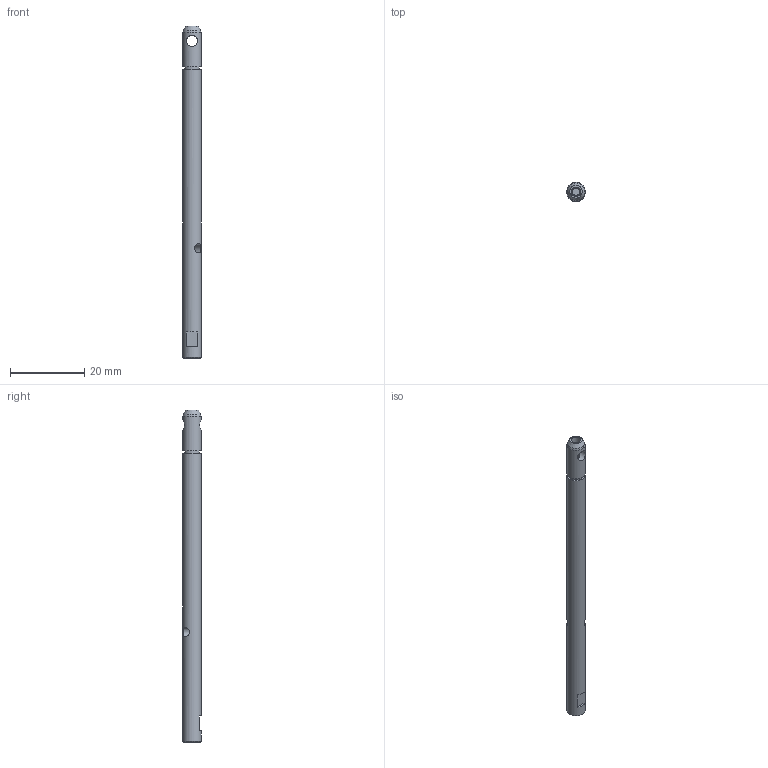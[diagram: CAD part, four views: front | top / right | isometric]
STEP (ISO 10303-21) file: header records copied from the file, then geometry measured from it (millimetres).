
FILE_DESCRIPTION(/* description */ (''),/* implementation_level */ '2;1');
FILE_NAME(/* name */ 'TC_Shaft.step',/* time_stamp */ '2022-01-11T10:54:31+01:00',/* author */ (''),/* organization */ (''),/* preprocessor_version */ 'ST-DEVELOPER v18.1',/* originating_system */ 'Autodesk Translation Framework v10.10.0.1391',/* authorisation */ '');
FILE_SCHEMA (('AUTOMOTIVE_DESIGN { 1 0 10303 214 3 1 1 }'));
Length unit declared in the file: millimetre
Products named in the file (1): Arm Shaft
Bounding box: 5 x 5 x 89.25 mm (x, y, z)
Volume: 1631.6 mm3; surface area: 1559.2 mm2
Topology: 1 solids, 1 shells, 20 faces, 40 edges, 27 vertices
Faces by surface type: plane 9, cylinder 8, cone 3
Full cylindrical faces by diameter (mm): 2 x1, 2.529 x3, 3 x1, 4 x1, 5 x2
Entity records: 773 total; most frequent: CARTESIAN_POINT 296, DIRECTION 91, ORIENTED_EDGE 80, EDGE_CURVE 40, AXIS2_PLACEMENT_3D 38, EDGE_LOOP 31, VERTEX_POINT 27, FACE_OUTER_BOUND 20
